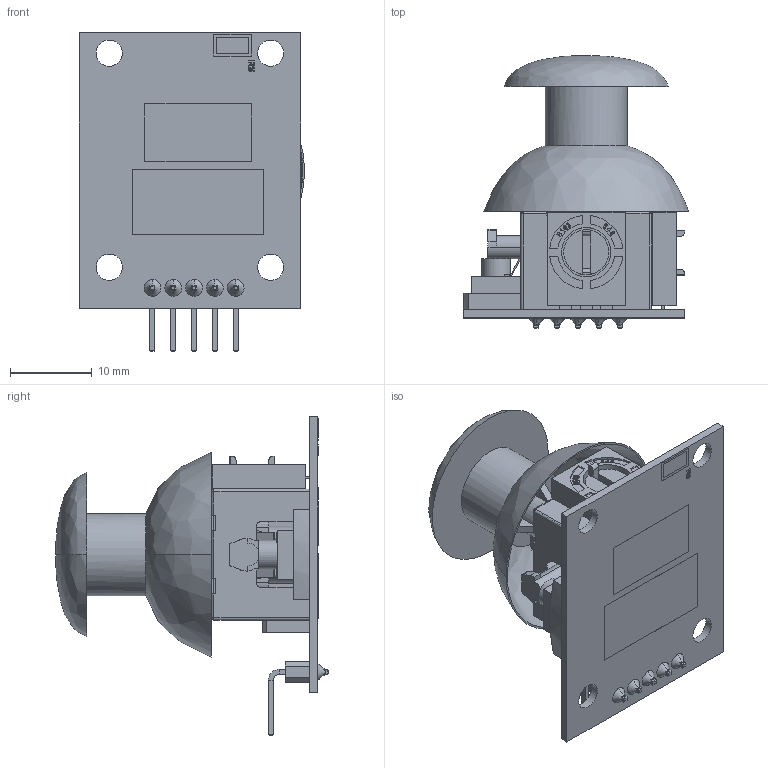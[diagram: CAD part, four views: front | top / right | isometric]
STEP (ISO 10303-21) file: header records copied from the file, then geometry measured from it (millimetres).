
FILE_DESCRIPTION(/* description */ ('STEP AP242','CAx-IF Rec.Pracs.---Representation and Presentation of Product Manufacturing Information (PMI)---4.0---2014-10-13','CAx-IF Rec.Pracs.---3D Tessellated Geometry---0.4---2014-09-14','2;1'),/* implementation_level */ '2;1');
FILE_NAME(/* name */ '66d8772a7abfd0251d444db3',/* time_stamp */ '2024-09-04T15:05:22Z',/* author */ (''),/* organization */ (''),/* preprocessor_version */ 'ST-DEVELOPER v20',/* originating_system */ ' ',/* authorisation */ ' ');
FILE_SCHEMA (('AP242_MANAGED_MODEL_BASED_3D_ENGINEERING_MIM_LF { 1 0 10303 442 1 1 4 }'));
Products named in the file (12): Part 2; Surface 5; Part 7; Part 1; Part 6; Surface 3; Surface 1; Surface 2; Part 5; Part 4; Surface 4; Part 3
Bounding box: 27.5 x 33.26 x 38.91 mm (x, y, z)
Volume: 2355.6 mm3; surface area: 9612.4 mm2
Topology: 7 solids, 12 shells, 1243 faces, 3421 edges, 2278 vertices
Faces by surface type: plane 854, bspline 186, cylinder 184, torus 13, sphere 6
Full cylindrical faces by diameter (mm): 1 x5, 1.1 x5, 1.2 x1, 1.5 x5, 3 x2, 3.2 x4, 3.5 x1, 3.6 x8, 4.2 x4, 5.5 x2, 5.7 x1, 6 x4, 7 x1, 10 x1, 11.9 x1
Entity records: 50578 total; most frequent: CARTESIAN_POINT 21415, ORIENTED_EDGE 6690, EDGE_CURVE 3367, DIRECTION 3362, B_SPLINE_CURVE_WITH_KNOTS 2640, VERTEX_POINT 2278, AXIS2_PLACEMENT_3D 1566, EDGE_LOOP 1459
